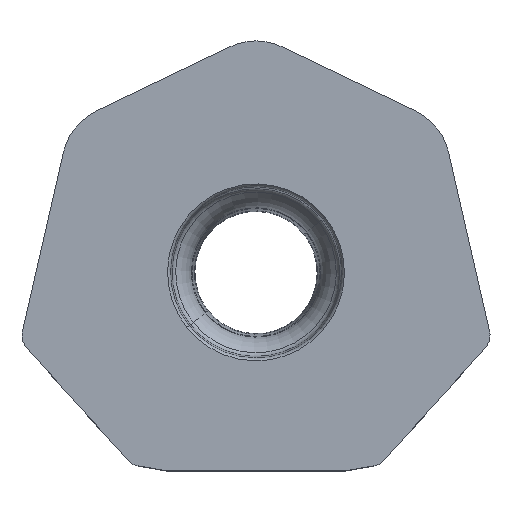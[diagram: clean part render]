
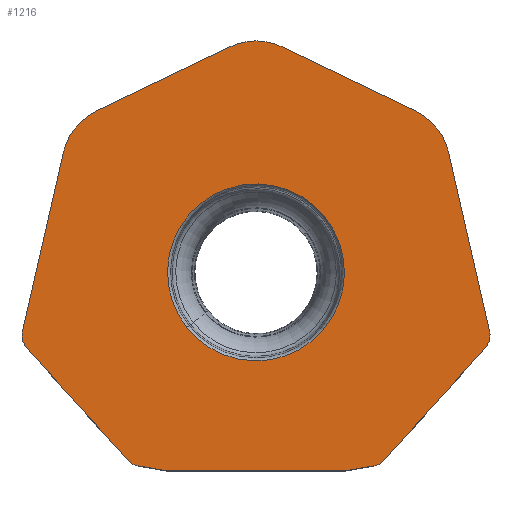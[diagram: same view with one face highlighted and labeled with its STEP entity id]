
A CAD part, top view. The second image highlights one B-rep face of the part: STEP entity #1216.
In plain terms, the highlighted planar face has unit normal (0, 0, 1).
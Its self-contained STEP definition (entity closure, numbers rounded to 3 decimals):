
#192=CARTESIAN_POINT('',(0.,7.991,7.2));
#193=DIRECTION('',(0.,0.,-1.));
#194=DIRECTION('',(-0.434,0.901,0.));
#195=AXIS2_PLACEMENT_3D('',#192,#193,#194);
#200=DIRECTION('',(0.901,-0.434,0.));
#201=VECTOR('',#200,6.935);
#202=CARTESIAN_POINT('',(1.215,10.514,7.2));
#203=LINE('',#202,#201);
#207=CARTESIAN_POINT('',(6.248,4.983,7.2));
#208=DIRECTION('',(0.,0.,-1.));
#209=DIRECTION('',(0.434,0.901,0.));
#210=AXIS2_PLACEMENT_3D('',#207,#208,#209);
#215=DIRECTION('',(0.223,-0.975,0.));
#216=VECTOR('',#215,8.596);
#217=CARTESIAN_POINT('',(8.978,5.606,7.2));
#218=LINE('',#217,#216);
#222=CARTESIAN_POINT('',(10.11,-2.952,7.2));
#223=DIRECTION('',(0.,0.,-1.));
#224=DIRECTION('',(0.975,0.223,0.));
#225=AXIS2_PLACEMENT_3D('',#222,#223,#224);
#230=CARTESIAN_POINT('',(-363.204,328.464,7.2));
#231=DIRECTION('',(0.,0.,-1.));
#232=DIRECTION('',(0.748,-0.664,0.));
#233=AXIS2_PLACEMENT_3D('',#230,#231,#232);
#238=CARTESIAN_POINT('',(5.357,-8.231,7.2));
#239=DIRECTION('',(0.,0.,-1.));
#240=DIRECTION('',(0.738,-0.674,0.));
#241=AXIS2_PLACEMENT_3D('',#238,#239,#240);
#246=DIRECTION('',(-0.985,-0.174,0.));
#247=VECTOR('',#246,1.33);
#248=CARTESIAN_POINT('',(5.495,-9.019,7.2));
#249=LINE('',#248,#247);
#253=DIRECTION('',(-1.,0.,0.));
#254=VECTOR('',#253,8.37);
#255=CARTESIAN_POINT('',(4.185,-9.25,7.2));
#256=LINE('',#255,#254);
#260=DIRECTION('',(-0.985,0.174,0.));
#261=VECTOR('',#260,1.33);
#262=CARTESIAN_POINT('',(-4.185,-9.25,7.2));
#263=LINE('',#262,#261);
#267=CARTESIAN_POINT('',(-5.357,-8.231,7.2));
#268=DIRECTION('',(0.,0.,-1.));
#269=DIRECTION('',(-0.174,-0.985,0.));
#270=AXIS2_PLACEMENT_3D('',#267,#268,#269);
#275=CARTESIAN_POINT('',(363.204,328.464,7.2));
#276=DIRECTION('',(0.,0.,-1.));
#277=DIRECTION('',(-0.738,-0.674,0.));
#278=AXIS2_PLACEMENT_3D('',#275,#276,#277);
#283=CARTESIAN_POINT('',(-10.11,-2.952,7.2));
#284=DIRECTION('',(0.,0.,-1.));
#285=DIRECTION('',(-0.748,-0.664,0.));
#286=AXIS2_PLACEMENT_3D('',#283,#284,#285);
#291=DIRECTION('',(0.223,0.975,0.));
#292=VECTOR('',#291,8.596);
#293=CARTESIAN_POINT('',(-10.89,-2.774,7.2));
#294=LINE('',#293,#292);
#298=CARTESIAN_POINT('',(-6.248,4.983,7.2));
#299=DIRECTION('',(0.,0.,-1.));
#300=DIRECTION('',(-0.975,0.223,0.));
#301=AXIS2_PLACEMENT_3D('',#298,#299,#300);
#306=DIRECTION('',(0.901,0.434,0.));
#307=VECTOR('',#306,6.935);
#308=CARTESIAN_POINT('',(-7.463,7.505,7.2));
#309=LINE('',#308,#307);
#313=CARTESIAN_POINT('',(0.,0.,7.2));
#314=DIRECTION('',(0.,0.,1.));
#315=DIRECTION('',(-0.782,-0.623,0.));
#316=AXIS2_PLACEMENT_3D('',#313,#314,#315);
#321=CARTESIAN_POINT('',(0.,0.,7.2));
#322=DIRECTION('',(0.,0.,1.));
#323=DIRECTION('',(0.782,0.623,0.));
#324=AXIS2_PLACEMENT_3D('',#321,#322,#323);
#914=CARTESIAN_POINT('',(-4.185,-9.25,7.2));
#915=VERTEX_POINT('',#914);
#916=CARTESIAN_POINT('',(4.185,-9.25,7.2));
#917=VERTEX_POINT('',#916);
#950=CARTESIAN_POINT('',(-1.215,10.514,7.2));
#951=VERTEX_POINT('',#950);
#952=CARTESIAN_POINT('',(1.215,10.514,7.2));
#953=VERTEX_POINT('',#952);
#954=CARTESIAN_POINT('',(-7.463,7.505,7.2));
#955=VERTEX_POINT('',#954);
#956=CARTESIAN_POINT('',(-8.978,5.606,7.2));
#957=VERTEX_POINT('',#956);
#958=CARTESIAN_POINT('',(-10.89,-2.774,7.2));
#959=VERTEX_POINT('',#958);
#960=CARTESIAN_POINT('',(7.463,7.505,7.2));
#961=VERTEX_POINT('',#960);
#962=CARTESIAN_POINT('',(8.978,5.606,7.2));
#963=VERTEX_POINT('',#962);
#964=CARTESIAN_POINT('',(10.89,-2.774,7.2));
#965=VERTEX_POINT('',#964);
#966=CARTESIAN_POINT('',(10.709,-3.484,7.2));
#967=VERTEX_POINT('',#966);
#968=CARTESIAN_POINT('',(5.947,-8.771,7.2));
#969=VERTEX_POINT('',#968);
#970=CARTESIAN_POINT('',(5.495,-9.019,7.2));
#971=VERTEX_POINT('',#970);
#972=CARTESIAN_POINT('',(-5.495,-9.019,7.2));
#973=VERTEX_POINT('',#972);
#974=CARTESIAN_POINT('',(-5.947,-8.771,7.2));
#975=VERTEX_POINT('',#974);
#976=CARTESIAN_POINT('',(-10.709,-3.484,7.2));
#977=VERTEX_POINT('',#976);
#978=CARTESIAN_POINT('',(-3.223,-2.57,7.2));
#979=CARTESIAN_POINT('',(3.223,2.57,7.2));
#980=VERTEX_POINT('',#978);
#981=VERTEX_POINT('',#979);
#1176=CARTESIAN_POINT('',(0.,0.,7.2));
#1177=DIRECTION('',(0.,0.,1.));
#1178=DIRECTION('',(0.623,-0.782,0.));
#1179=AXIS2_PLACEMENT_3D('',#1176,#1177,#1178);
#1180=PLANE('',#1179);
#1181=ORIENTED_EDGE('',*,*,#1129,.T.);
#1183=ORIENTED_EDGE('',*,*,#1182,.T.);
#1185=ORIENTED_EDGE('',*,*,#1184,.T.);
#1187=ORIENTED_EDGE('',*,*,#1186,.T.);
#1189=ORIENTED_EDGE('',*,*,#1188,.T.);
#1191=ORIENTED_EDGE('',*,*,#1190,.T.);
#1193=ORIENTED_EDGE('',*,*,#1192,.T.);
#1195=ORIENTED_EDGE('',*,*,#1194,.T.);
#1196=ORIENTED_EDGE('',*,*,#1067,.T.);
#1198=ORIENTED_EDGE('',*,*,#1197,.T.);
#1200=ORIENTED_EDGE('',*,*,#1199,.T.);
#1202=ORIENTED_EDGE('',*,*,#1201,.T.);
#1204=ORIENTED_EDGE('',*,*,#1203,.T.);
#1205=ORIENTED_EDGE('',*,*,#1169,.T.);
#1206=ORIENTED_EDGE('',*,*,#1157,.T.);
#1207=ORIENTED_EDGE('',*,*,#1143,.T.);
#1208=EDGE_LOOP('',(#1181,#1183,#1185,#1187,#1189,#1191,#1193,#1195,#1196,#1198,
#1200,#1202,#1204,#1205,#1206,#1207));
#1209=FACE_OUTER_BOUND('',#1208,.F.);
#1211=ORIENTED_EDGE('',*,*,#1210,.T.);
#1213=ORIENTED_EDGE('',*,*,#1212,.T.);
#1214=EDGE_LOOP('',(#1211,#1213));
#1215=FACE_BOUND('',#1214,.F.);
#196=CIRCLE('',#195,2.8);
#211=CIRCLE('',#210,2.8);
#226=CIRCLE('',#225,0.8);
#234=CIRCLE('',#233,500.);
#242=CIRCLE('',#241,0.8);
#271=CIRCLE('',#270,0.8);
#279=CIRCLE('',#278,500.);
#287=CIRCLE('',#286,0.8);
#302=CIRCLE('',#301,2.8);
#317=CIRCLE('',#316,4.123);
#325=CIRCLE('',#324,4.123);
#1067=EDGE_CURVE('',#917,#915,#256,.T.);
#1129=EDGE_CURVE('',#951,#953,#196,.T.);
#1143=EDGE_CURVE('',#955,#951,#309,.T.);
#1157=EDGE_CURVE('',#957,#955,#302,.T.);
#1169=EDGE_CURVE('',#959,#957,#294,.T.);
#1182=EDGE_CURVE('',#953,#961,#203,.T.);
#1184=EDGE_CURVE('',#961,#963,#211,.T.);
#1186=EDGE_CURVE('',#963,#965,#218,.T.);
#1188=EDGE_CURVE('',#965,#967,#226,.T.);
#1190=EDGE_CURVE('',#967,#969,#234,.T.);
#1192=EDGE_CURVE('',#969,#971,#242,.T.);
#1194=EDGE_CURVE('',#971,#917,#249,.T.);
#1197=EDGE_CURVE('',#915,#973,#263,.T.);
#1199=EDGE_CURVE('',#973,#975,#271,.T.);
#1201=EDGE_CURVE('',#975,#977,#279,.T.);
#1203=EDGE_CURVE('',#977,#959,#287,.T.);
#1210=EDGE_CURVE('',#980,#981,#317,.T.);
#1212=EDGE_CURVE('',#981,#980,#325,.T.);
#1216=ADVANCED_FACE('',(#1209,#1215),#1180,.T.);
